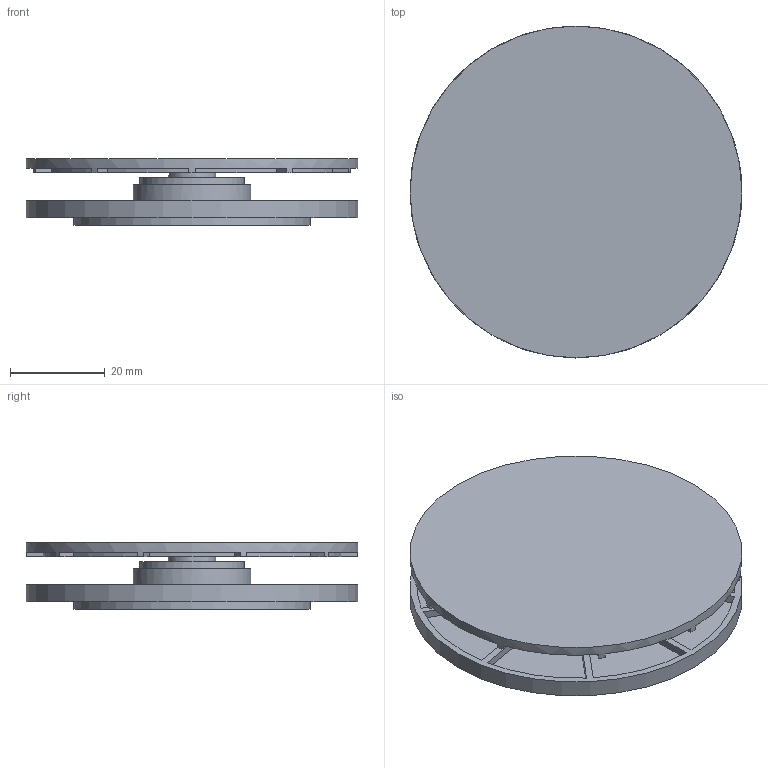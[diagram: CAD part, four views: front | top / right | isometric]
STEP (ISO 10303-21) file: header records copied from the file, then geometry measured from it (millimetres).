
FILE_DESCRIPTION(/* description */ (''),/* implementation_level */ '2;1');
FILE_NAME(/* name */ 'Spool Holder v2.stp',/* time_stamp */ '2025-09-12T00:15:45+02:00',/* author */ (''),/* organization */ (''),/* preprocessor_version */ 'ST-DEVELOPER v20.1',/* originating_system */ 'Autodesk Translation Framework v14.10.0.0',/* authorisation */ '');
FILE_SCHEMA (('AUTOMOTIVE_DESIGN { 1 0 10303 214 3 1 1 }'));
Length unit declared in the file: millimetre
Products named in the file (2): Spool Holder; 608zz
Assembly tree (1 placements, depth 2):
  Spool Holder
    608zz
Bounding box: 70 x 70 x 14.1 mm (x, y, z)
Volume: 20991.7 mm3; surface area: 23228.1 mm2
Topology: 4 solids, 4 shells, 247 faces, 627 edges, 418 vertices
Faces by surface type: plane 163, cylinder 84
Full cylindrical faces by diameter (mm): 8 x2, 10 x3, 20 x3, 22 x2, 24.8 x1, 45.8 x1, 46 x1, 50 x1, 50.2 x1, 70 x2
Entity records: 7567 total; most frequent: DIRECTION 1353, CARTESIAN_POINT 1295, ORIENTED_EDGE 1254, EDGE_CURVE 627, AXIS2_PLACEMENT_3D 476, VERTEX_POINT 418, LINE 401, VECTOR 401
